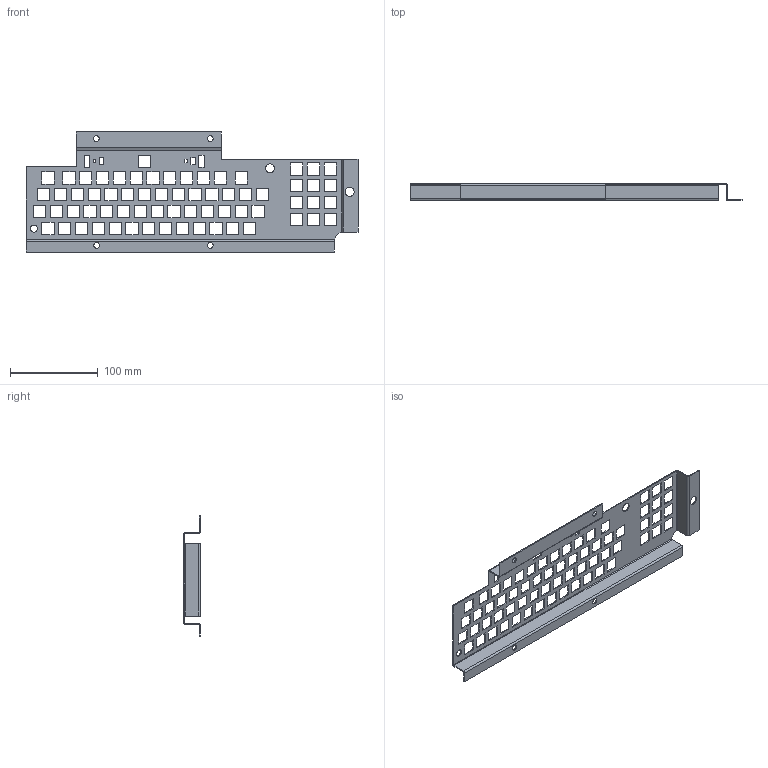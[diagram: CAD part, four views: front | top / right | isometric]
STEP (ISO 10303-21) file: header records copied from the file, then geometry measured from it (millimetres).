
FILE_DESCRIPTION(/* description */ (''),/* implementation_level */ '2;1');
FILE_NAME(/* name */ 'TRS-80 Model I - Keyboard Shield ALPS v2.step',/* time_stamp */ '2024-04-14T00:32:18-07:00',/* author */ (''),/* organization */ (''),/* preprocessor_version */ 'ST-DEVELOPER v20',/* originating_system */ 'Autodesk Translation Framework v12.20.1.177',/* authorisation */ '');
FILE_SCHEMA (('AUTOMOTIVE_DESIGN { 1 0 10303 214 3 1 1 }'));
Length unit declared in the file: millimetre
Products named in the file (2): TRS-80 Model I - Keyboard Shield ALPS; Keyboard_Shield_Metal
Assembly tree (1 placements, depth 2):
  TRS-80 Model I - Keyboard Shield ALPS
    Keyboard_Shield_Metal
Bounding box: 377.28 x 19 x 136.56 mm (x, y, z)
Volume: 49246.5 mm3; surface area: 86983 mm2
Topology: 1 solids, 1 shells, 354 faces, 1008 edges, 656 vertices
Faces by surface type: plane 332, cylinder 20, bspline 2
Full cylindrical faces by diameter (mm): 6.5 x4, 8 x1, 10.2 x2
Entity records: 11661 total; most frequent: CARTESIAN_POINT 2083, ORIENTED_EDGE 2016, DIRECTION 1750, EDGE_CURVE 1008, LINE 968, VECTOR 968, VERTEX_POINT 656, EDGE_LOOP 512
